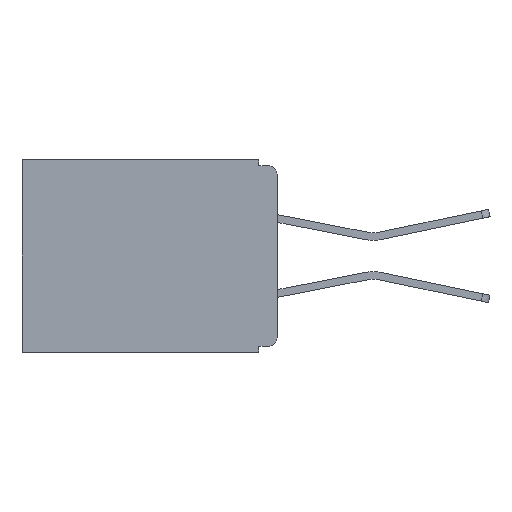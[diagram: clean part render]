
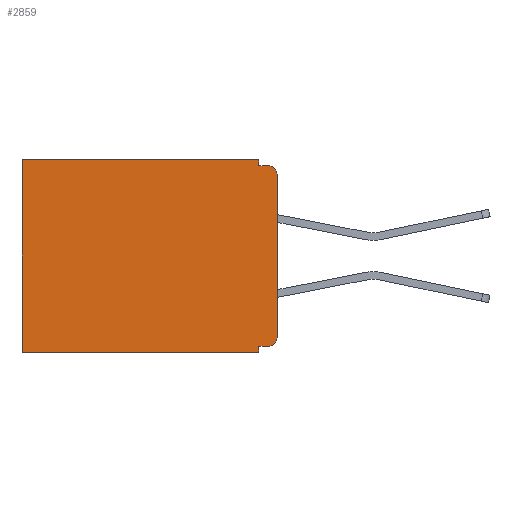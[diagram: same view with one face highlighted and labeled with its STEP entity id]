
A CAD part, left-side view. The second image highlights one B-rep face of the part: STEP entity #2859.
In plain terms, the highlighted planar face has unit normal (-1, 0, 0).
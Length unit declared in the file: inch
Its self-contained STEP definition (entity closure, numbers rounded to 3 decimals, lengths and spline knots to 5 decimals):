
#60 = ORIENTED_EDGE ( 'NONE', *, *, #407, .F. ) ;
#407 = EDGE_CURVE ( 'NONE', #11570, #11300, #6300, .T. ) ;
#552 = ORIENTED_EDGE ( 'NONE', *, *, #8458, .T. ) ;
#760 = ORIENTED_EDGE ( 'NONE', *, *, #12123, .F. ) ;
#852 = VECTOR ( 'NONE', #2215, 39.37008 ) ;
#1392 = CARTESIAN_POINT ( 'NONE',  ( 0.3, 0., -0.33 ) ) ;
#1542 = DIRECTION ( 'NONE',  ( 0., 0., -1. ) ) ;
#1547 = CARTESIAN_POINT ( 'NONE',  ( 0.3, 0.031, 0. ) ) ;
#1587 = PLANE ( 'NONE',  #11353 ) ;
#2181 = ORIENTED_EDGE ( 'NONE', *, *, #2437, .F. ) ;
#2215 = DIRECTION ( 'NONE',  ( 0., 1., 0. ) ) ;
#2269 = VECTOR ( 'NONE', #8048, 39.37008 ) ;
#2330 = CARTESIAN_POINT ( 'NONE',  ( 0.3, 0.437, 0. ) ) ;
#2393 = DIRECTION ( 'NONE',  ( -1., 0., 0. ) ) ;
#2437 = EDGE_CURVE ( 'NONE', #11300, #5168, #6166, .T. ) ;
#2814 = VECTOR ( 'NONE', #11695, 39.37008 ) ;
#2859 = ADVANCED_FACE ( 'NONE', ( #4143 ), #1587, .F. ) ;
#2917 = VERTEX_POINT ( 'NONE', #4132 ) ;
#3006 = VERTEX_POINT ( 'NONE', #4165 ) ;
#3047 = CARTESIAN_POINT ( 'NONE',  ( 0.3, 0., -0.32 ) ) ;
#3341 = VECTOR ( 'NONE', #1542, 39.37008 ) ;
#3460 = CARTESIAN_POINT ( 'NONE',  ( 0.3, 0.437, -0.33 ) ) ;
#3528 = VECTOR ( 'NONE', #11983, 39.37008 ) ;
#3828 = VERTEX_POINT ( 'NONE', #2330 ) ;
#3835 = CARTESIAN_POINT ( 'NONE',  ( 0.3, 0.031, 0. ) ) ;
#3881 = VECTOR ( 'NONE', #4107, 39.37008 ) ;
#4107 = DIRECTION ( 'NONE',  ( 0., 1., 0. ) ) ;
#4132 = CARTESIAN_POINT ( 'NONE',  ( 0.3, 0., -0.025 ) ) ;
#4143 = FACE_OUTER_BOUND ( 'NONE', #8137, .T. ) ;
#4165 = CARTESIAN_POINT ( 'NONE',  ( 0.3, 0.031, -0.32 ) ) ;
#4218 = DIRECTION ( 'NONE',  ( 0., 0., -1. ) ) ;
#4322 = VECTOR ( 'NONE', #10448, 39.37008 ) ;
#4361 = DIRECTION ( 'NONE',  ( -1., 0., 0. ) ) ;
#4533 = ORIENTED_EDGE ( 'NONE', *, *, #12270, .F. ) ;
#4785 = ORIENTED_EDGE ( 'NONE', *, *, #7598, .F. ) ;
#5168 = VERTEX_POINT ( 'NONE', #12153 ) ;
#5332 = CARTESIAN_POINT ( 'NONE',  ( 0.3, 0.437, -0.33 ) ) ;
#5400 = VERTEX_POINT ( 'NONE', #12828 ) ;
#5510 = LINE ( 'NONE', #6674, #2814 ) ;
#5522 = VERTEX_POINT ( 'NONE', #5332 ) ;
#6166 = LINE ( 'NONE', #7740, #3528 ) ;
#6300 = LINE ( 'NONE', #1547, #3341 ) ;
#6495 = VERTEX_POINT ( 'NONE', #10122 ) ;
#6522 = LINE ( 'NONE', #6880, #3881 ) ;
#6569 = VERTEX_POINT ( 'NONE', #11259 ) ;
#6674 = CARTESIAN_POINT ( 'NONE',  ( 0.3, 0.031, -0.33 ) ) ;
#6880 = CARTESIAN_POINT ( 'NONE',  ( 0.3, 0., -0.33 ) ) ;
#6953 = LINE ( 'NONE', #3460, #4322 ) ;
#6977 = EDGE_CURVE ( 'NONE', #6569, #5522, #6522, .T. ) ;
#7400 = CARTESIAN_POINT ( 'NONE',  ( 0.3, 0.031, -0.01 ) ) ;
#7562 = DIRECTION ( 'NONE',  ( 1., 0., 0. ) ) ;
#7598 = EDGE_CURVE ( 'NONE', #6495, #3006, #7961, .T. ) ;
#7740 = CARTESIAN_POINT ( 'NONE',  ( 0.3, 0., -0.01 ) ) ;
#7961 = LINE ( 'NONE', #3047, #2269 ) ;
#8048 = DIRECTION ( 'NONE',  ( 0., 1., 0. ) ) ;
#8086 = AXIS2_PLACEMENT_3D ( 'NONE', #10341, #4361, #11322 ) ;
#8137 = EDGE_LOOP ( 'NONE', ( #4533, #10886, #2181, #60, #12475, #11237, #10574, #760, #4785, #552 ) ) ;
#8423 = CARTESIAN_POINT ( 'NONE',  ( 0.3, 0.015, -0.305 ) ) ;
#8458 = EDGE_CURVE ( 'NONE', #6495, #5400, #12824, .T. ) ;
#8487 = EDGE_CURVE ( 'NONE', #3828, #5522, #6953, .T. ) ;
#8618 = DIRECTION ( 'NONE',  ( 0., 0., -1. ) ) ;
#8960 = LINE ( 'NONE', #9275, #852 ) ;
#9275 = CARTESIAN_POINT ( 'NONE',  ( 0.3, 0., 0. ) ) ;
#9430 = DIRECTION ( 'NONE',  ( 0., 0., -1. ) ) ;
#10122 = CARTESIAN_POINT ( 'NONE',  ( 0.3, 0.015, -0.32 ) ) ;
#10203 = CARTESIAN_POINT ( 'NONE',  ( 0.3, 0., -0.33 ) ) ;
#10341 = CARTESIAN_POINT ( 'NONE',  ( 0.3, 0.015, -0.025 ) ) ;
#10448 = DIRECTION ( 'NONE',  ( 0., 0., -1. ) ) ;
#10574 = ORIENTED_EDGE ( 'NONE', *, *, #6977, .F. ) ;
#10886 = ORIENTED_EDGE ( 'NONE', *, *, #11903, .T. ) ;
#11237 = ORIENTED_EDGE ( 'NONE', *, *, #8487, .T. ) ;
#11259 = CARTESIAN_POINT ( 'NONE',  ( 0.3, 0.031, -0.33 ) ) ;
#11284 = AXIS2_PLACEMENT_3D ( 'NONE', #8423, #2393, #9430 ) ;
#11300 = VERTEX_POINT ( 'NONE', #7400 ) ;
#11322 = DIRECTION ( 'NONE',  ( 0., 0., -1. ) ) ;
#11353 = AXIS2_PLACEMENT_3D ( 'NONE', #1392, #7562, #8618 ) ;
#11391 = CIRCLE ( 'NONE', #8086, 0.015 ) ;
#11545 = VECTOR ( 'NONE', #4218, 39.37008 ) ;
#11570 = VERTEX_POINT ( 'NONE', #3835 ) ;
#11695 = DIRECTION ( 'NONE',  ( 0., 0., -1. ) ) ;
#11903 = EDGE_CURVE ( 'NONE', #2917, #5168, #11391, .T. ) ;
#11983 = DIRECTION ( 'NONE',  ( 0., -1., 0. ) ) ;
#12123 = EDGE_CURVE ( 'NONE', #3006, #6569, #5510, .T. ) ;
#12140 = LINE ( 'NONE', #10203, #11545 ) ;
#12153 = CARTESIAN_POINT ( 'NONE',  ( 0.3, 0.015, -0.01 ) ) ;
#12270 = EDGE_CURVE ( 'NONE', #2917, #5400, #12140, .T. ) ;
#12294 = EDGE_CURVE ( 'NONE', #11570, #3828, #8960, .T. ) ;
#12475 = ORIENTED_EDGE ( 'NONE', *, *, #12294, .T. ) ;
#12824 = CIRCLE ( 'NONE', #11284, 0.015 ) ;
#12828 = CARTESIAN_POINT ( 'NONE',  ( 0.3, 0., -0.305 ) ) ;
